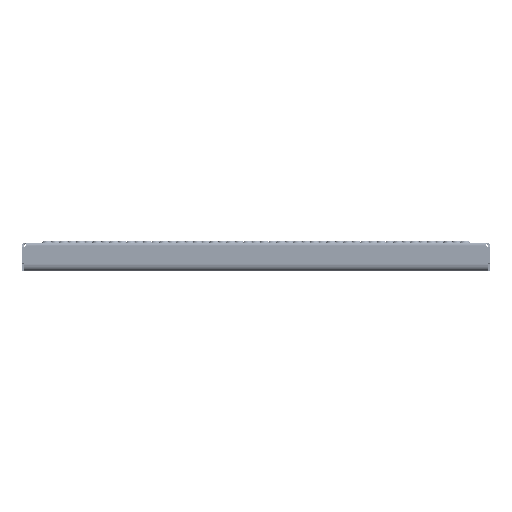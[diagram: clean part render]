
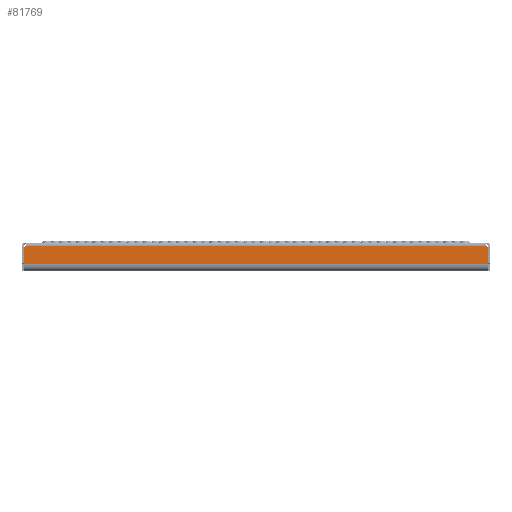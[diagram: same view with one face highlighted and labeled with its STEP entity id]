
A CAD part, top view. The second image highlights one B-rep face of the part: STEP entity #81769.
In plain terms, the highlighted planar face has unit normal (0, 0, 1).
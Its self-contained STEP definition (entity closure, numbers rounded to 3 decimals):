
#7371 = PLANE ( 'NONE',  #179006 ) ;
#19700 = VERTEX_POINT ( 'NONE', #160870 ) ;
#22072 = CARTESIAN_POINT ( 'NONE',  ( -347.49, -7.211, 112.5 ) ) ;
#25733 = DIRECTION ( 'NONE',  ( 0., 1., 0. ) ) ;
#26582 = CARTESIAN_POINT ( 'NONE',  ( -348.4, -4.5, 112.5 ) ) ;
#34142 = LINE ( 'NONE', #77694, #150951 ) ;
#37967 = DIRECTION ( 'NONE',  ( 0., 0., -1. ) ) ;
#49827 = AXIS2_PLACEMENT_3D ( 'NONE', #53089, #94885, #150254 ) ;
#50289 = CIRCLE ( 'NONE', #131441, 5. ) ;
#53089 = CARTESIAN_POINT ( 'NONE',  ( 348.4, -2.295, 112.5 ) ) ;
#54721 = DIRECTION ( 'NONE',  ( 1., 0., 0. ) ) ;
#59722 = CARTESIAN_POINT ( 'NONE',  ( 343.913, -4.5, 112.5 ) ) ;
#61164 = EDGE_CURVE ( 'NONE', #65835, #86328, #67184, .T. ) ;
#61876 = DIRECTION ( 'NONE',  ( 0., -1., 0. ) ) ;
#65835 = VERTEX_POINT ( 'NONE', #152875 ) ;
#67184 = CIRCLE ( 'NONE', #49827, 5. ) ;
#67811 = DIRECTION ( 'NONE',  ( 1., 0., 0. ) ) ;
#71429 = VERTEX_POINT ( 'NONE', #152370 ) ;
#77694 = CARTESIAN_POINT ( 'NONE',  ( -347.49, -7.211, 112.5 ) ) ;
#81769 = ADVANCED_FACE ( 'NONE', ( #170831 ), #7371, .T. ) ;
#82277 = ORIENTED_EDGE ( 'NONE', *, *, #169271, .F. ) ;
#82342 = LINE ( 'NONE', #163142, #96397 ) ;
#86328 = VERTEX_POINT ( 'NONE', #59722 ) ;
#88246 = DIRECTION ( 'NONE',  ( 0., 0., 1. ) ) ;
#89602 = ORIENTED_EDGE ( 'NONE', *, *, #132557, .T. ) ;
#89896 = EDGE_CURVE ( 'NONE', #71429, #102487, #82342, .T. ) ;
#90463 = DIRECTION ( 'NONE',  ( 0., -1., 0. ) ) ;
#94885 = DIRECTION ( 'NONE',  ( 0., 0., -1. ) ) ;
#96397 = VECTOR ( 'NONE', #67811, 1000. ) ;
#99848 = EDGE_LOOP ( 'NONE', ( #146378, #123933, #109794, #82277, #119678, #89602 ) ) ;
#102487 = VERTEX_POINT ( 'NONE', #148944 ) ;
#104250 = EDGE_CURVE ( 'NONE', #19700, #112572, #50289, .T. ) ;
#106616 = LINE ( 'NONE', #150118, #163481 ) ;
#107920 = CARTESIAN_POINT ( 'NONE',  ( -348.4, -2.295, 112.5 ) ) ;
#109794 = ORIENTED_EDGE ( 'NONE', *, *, #61164, .T. ) ;
#110820 = VECTOR ( 'NONE', #54721, 1000. ) ;
#112572 = VERTEX_POINT ( 'NONE', #22072 ) ;
#119678 = ORIENTED_EDGE ( 'NONE', *, *, #104250, .T. ) ;
#123933 = ORIENTED_EDGE ( 'NONE', *, *, #173862, .T. ) ;
#130009 = CARTESIAN_POINT ( 'NONE',  ( -348.4, 219.505, 112.5 ) ) ;
#131441 = AXIS2_PLACEMENT_3D ( 'NONE', #107920, #37967, #134264 ) ;
#132557 = EDGE_CURVE ( 'NONE', #112572, #71429, #34142, .T. ) ;
#134264 = DIRECTION ( 'NONE',  ( 0., -1., 0. ) ) ;
#138250 = LINE ( 'NONE', #26582, #110820 ) ;
#146378 = ORIENTED_EDGE ( 'NONE', *, *, #89896, .T. ) ;
#148944 = CARTESIAN_POINT ( 'NONE',  ( 347.49, -32.505, 112.5 ) ) ;
#150118 = CARTESIAN_POINT ( 'NONE',  ( 347.49, -7.211, 112.5 ) ) ;
#150254 = DIRECTION ( 'NONE',  ( 0., -1., 0. ) ) ;
#150951 = VECTOR ( 'NONE', #90463, 1000. ) ;
#152370 = CARTESIAN_POINT ( 'NONE',  ( -347.49, -32.505, 112.5 ) ) ;
#152875 = CARTESIAN_POINT ( 'NONE',  ( 347.49, -7.211, 112.5 ) ) ;
#160870 = CARTESIAN_POINT ( 'NONE',  ( -343.913, -4.5, 112.5 ) ) ;
#163142 = CARTESIAN_POINT ( 'NONE',  ( -347.49, -32.505, 112.5 ) ) ;
#163481 = VECTOR ( 'NONE', #25733, 1000. ) ;
#169271 = EDGE_CURVE ( 'NONE', #19700, #86328, #138250, .T. ) ;
#170831 = FACE_OUTER_BOUND ( 'NONE', #99848, .T. ) ;
#173862 = EDGE_CURVE ( 'NONE', #102487, #65835, #106616, .T. ) ;
#179006 = AXIS2_PLACEMENT_3D ( 'NONE', #130009, #88246, #61876 ) ;
